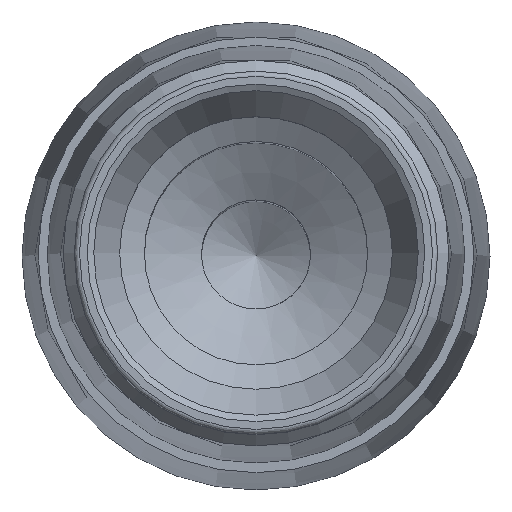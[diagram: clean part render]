
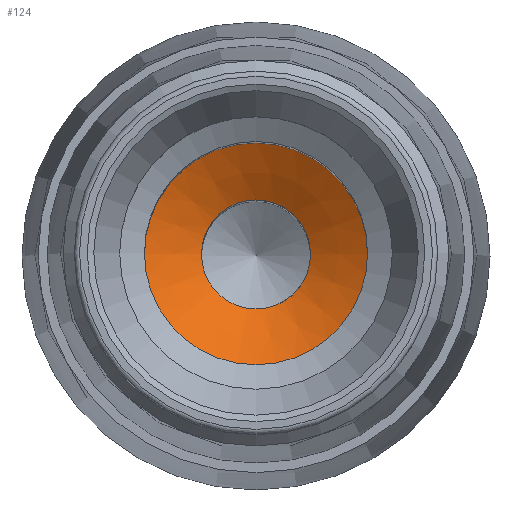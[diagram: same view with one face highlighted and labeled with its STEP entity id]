
A CAD part, top view. The second image highlights one B-rep face of the part: STEP entity #124.
In plain terms, the highlighted conical face has half-angle 60 degrees and reference radius 4.3 mm.
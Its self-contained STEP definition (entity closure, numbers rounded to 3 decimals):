
#84=CONICAL_SURFACE('',#748,4.3,60.);
#124=ADVANCED_FACE('',(#270,#271),#84,.F.);
#270=FACE_BOUND('',#380,.T.);
#271=FACE_BOUND('',#381,.T.);
#380=EDGE_LOOP('',(#490));
#381=EDGE_LOOP('',(#491));
#490=ORIENTED_EDGE('',*,*,#630,.T.);
#491=ORIENTED_EDGE('',*,*,#631,.T.);
#573=VERTEX_POINT('',#1301);
#574=VERTEX_POINT('',#1303);
#630=EDGE_CURVE('',#573,#573,#684,.T.);
#631=EDGE_CURVE('',#574,#574,#685,.T.);
#684=CIRCLE('',#746,2.1);
#685=CIRCLE('',#747,4.3);
#746=AXIS2_PLACEMENT_3D('',#1300,#895,#896);
#747=AXIS2_PLACEMENT_3D('',#1302,#897,#898);
#748=AXIS2_PLACEMENT_3D('',#1304,#899,#900);
#895=DIRECTION('',(0.,0.,-1.));
#896=DIRECTION('',(1.,0.,0.));
#897=DIRECTION('',(0.,0.,1.));
#898=DIRECTION('',(-1.,0.,0.));
#899=DIRECTION('',(0.,0.,1.));
#900=DIRECTION('',(1.,0.,0.));
#1300=CARTESIAN_POINT('',(0.,0.,-34.27));
#1301=CARTESIAN_POINT('',(2.1,0.,-34.27));
#1302=CARTESIAN_POINT('',(0.,0.,-33.));
#1303=CARTESIAN_POINT('',(-4.3,0.,-33.));
#1304=CARTESIAN_POINT('',(0.,0.,-33.));
